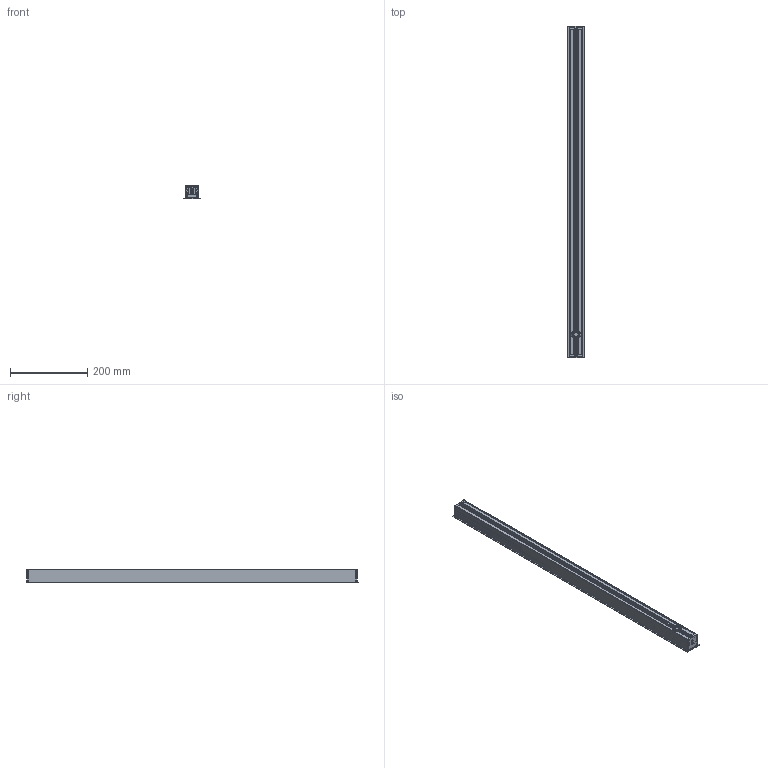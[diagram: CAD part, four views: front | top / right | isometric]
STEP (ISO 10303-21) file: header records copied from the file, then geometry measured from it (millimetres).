
FILE_DESCRIPTION(/* description */ ('This is a sample STEP configuration'),/* implementation_level */ '2;1');
FILE_NAME(/* name */ '577-01102xxxxxxx _Simple.ipt_Rev_00.3.stp',/* time_stamp */ '2022-12-15T14:46:02+01:00',/* author */ ('powerJobs'),/* organization */ ('coolOrange'),/* preprocessor_version */ 'ST-DEVELOPER v18.1',/* originating_system */ 'Autodesk Inventor 2020',/* authorisation */ '');
FILE_SCHEMA (('AUTOMOTIVE_DESIGN { 1 0 10303 214 3 1 1 }'));
Length unit declared in the file: millimetre
Products named in the file (1): ENG000019610
Bounding box: 44 x 861.4 x 35 mm (x, y, z)
Volume: 275934.9 mm3; surface area: 383882.6 mm2
Topology: 5 solids, 5 shells, 568 faces, 1464 edges, 920 vertices
Faces by surface type: cylinder 260, plane 200, torus 32, bspline 32, cone 24, sphere 20
Full cylindrical faces by diameter (mm): 4.5 x2, 13.5 x2, 20 x2, 24 x2
Entity records: 18370 total; most frequent: CARTESIAN_POINT 4073, DIRECTION 3158, ORIENTED_EDGE 2928, EDGE_CURVE 1464, AXIS2_PLACEMENT_3D 1181, VERTEX_POINT 920, LINE 796, VECTOR 796
